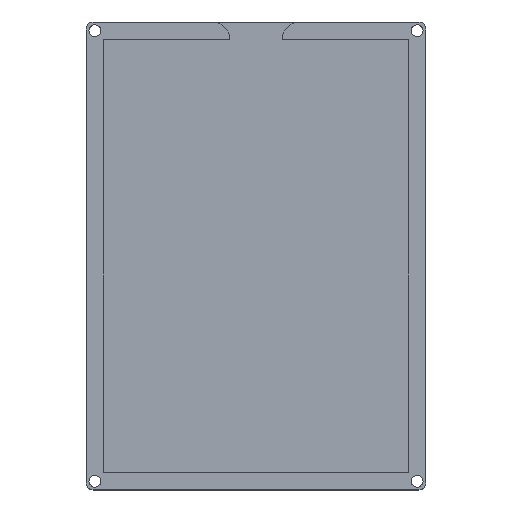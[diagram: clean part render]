
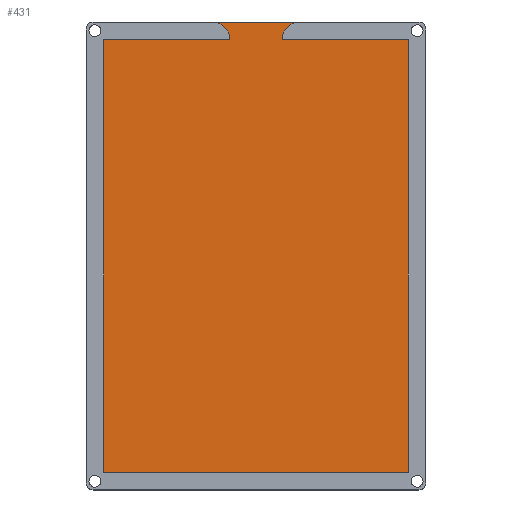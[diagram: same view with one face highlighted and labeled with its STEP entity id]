
A CAD part, top view. The second image highlights one B-rep face of the part: STEP entity #431.
In plain terms, the highlighted planar face has unit normal (0, 0, 1).
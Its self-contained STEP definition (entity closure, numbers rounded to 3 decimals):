
#30=PLANE('',#484);
#49=FACE_OUTER_BOUND('',#75,.T.);
#75=EDGE_LOOP('',(#363,#364,#365,#366,#367,#368,#369,#370));
#100=LINE('',#675,#140);
#115=LINE('',#714,#155);
#118=LINE('',#719,#158);
#119=LINE('',#722,#159);
#120=LINE('',#724,#160);
#121=LINE('',#725,#161);
#140=VECTOR('',#542,10.);
#155=VECTOR('',#585,10.);
#158=VECTOR('',#590,10.);
#159=VECTOR('',#593,10.);
#160=VECTOR('',#594,10.);
#161=VECTOR('',#595,10.);
#170=CIRCLE('',#458,5.);
#179=CIRCLE('',#470,5.);
#191=VERTEX_POINT('',#632);
#192=VERTEX_POINT('',#634);
#210=VERTEX_POINT('',#674);
#213=VERTEX_POINT('',#683);
#220=VERTEX_POINT('',#713);
#221=VERTEX_POINT('',#717);
#222=VERTEX_POINT('',#721);
#223=VERTEX_POINT('',#723);
#232=EDGE_CURVE('',#191,#192,#170,.F.);
#252=EDGE_CURVE('',#192,#210,#100,.T.);
#257=EDGE_CURVE('',#210,#213,#179,.F.);
#272=EDGE_CURVE('',#213,#220,#115,.T.);
#275=EDGE_CURVE('',#221,#191,#118,.T.);
#276=EDGE_CURVE('',#222,#221,#119,.T.);
#277=EDGE_CURVE('',#223,#222,#120,.T.);
#278=EDGE_CURVE('',#220,#223,#121,.T.);
#363=ORIENTED_EDGE('',*,*,#276,.F.);
#364=ORIENTED_EDGE('',*,*,#277,.F.);
#365=ORIENTED_EDGE('',*,*,#278,.F.);
#366=ORIENTED_EDGE('',*,*,#272,.F.);
#367=ORIENTED_EDGE('',*,*,#257,.F.);
#368=ORIENTED_EDGE('',*,*,#252,.F.);
#369=ORIENTED_EDGE('',*,*,#232,.F.);
#370=ORIENTED_EDGE('',*,*,#275,.F.);
#431=ADVANCED_FACE('',(#49),#30,.T.);
#458=AXIS2_PLACEMENT_3D('',#635,#509,#510);
#470=AXIS2_PLACEMENT_3D('',#684,#549,#550);
#484=AXIS2_PLACEMENT_3D('',#720,#591,#592);
#509=DIRECTION('center_axis',(0.,0.,-1.));
#510=DIRECTION('ref_axis',(0.707,0.707,0.));
#542=DIRECTION('',(1.,0.,0.));
#549=DIRECTION('center_axis',(0.,0.,-1.));
#550=DIRECTION('ref_axis',(-0.707,0.707,0.));
#585=DIRECTION('',(1.,0.,0.));
#590=DIRECTION('',(1.,0.,0.));
#591=DIRECTION('center_axis',(0.,0.,1.));
#592=DIRECTION('ref_axis',(1.,0.,0.));
#593=DIRECTION('',(0.,1.,0.));
#594=DIRECTION('',(-1.,0.,0.));
#595=DIRECTION('',(0.,-1.,0.));
#632=CARTESIAN_POINT('',(61.037,148.711,3.));
#634=CARTESIAN_POINT('',(56.037,153.711,3.));
#635=CARTESIAN_POINT('Origin',(56.037,148.711,3.));
#674=CARTESIAN_POINT('',(81.037,153.711,3.));
#675=CARTESIAN_POINT('',(92.806,153.711,3.));
#683=CARTESIAN_POINT('',(76.037,148.711,3.));
#684=CARTESIAN_POINT('Origin',(81.037,148.711,3.));
#713=CARTESIAN_POINT('',(112.074,148.711,3.));
#714=CARTESIAN_POINT('',(46.769,148.711,3.));
#717=CARTESIAN_POINT('',(25.,148.711,3.));
#719=CARTESIAN_POINT('',(46.769,148.711,3.));
#720=CARTESIAN_POINT('Origin',(68.537,86.856,3.));
#721=CARTESIAN_POINT('',(25.,25.,3.));
#722=CARTESIAN_POINT('',(25.,55.928,3.));
#723=CARTESIAN_POINT('',(112.074,25.,3.));
#724=CARTESIAN_POINT('',(90.306,25.,3.));
#725=CARTESIAN_POINT('',(112.074,117.783,3.));
